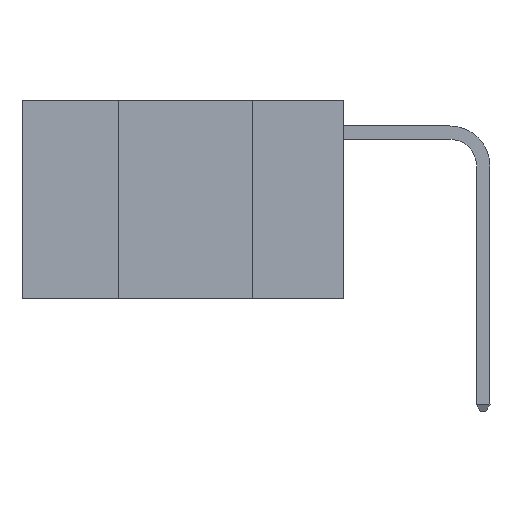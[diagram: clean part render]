
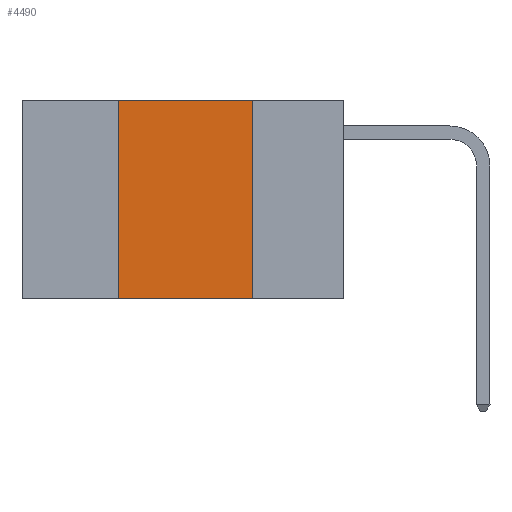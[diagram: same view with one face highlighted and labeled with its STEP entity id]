
A CAD part, left-side view. The second image highlights one B-rep face of the part: STEP entity #4490.
In plain terms, the highlighted planar face has unit normal (-1, 0, 0).
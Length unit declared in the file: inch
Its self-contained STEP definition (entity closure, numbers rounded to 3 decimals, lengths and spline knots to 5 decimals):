
#108 = DIRECTION ( 'NONE',  ( 1., 0., 0. ) ) ;
#2287 = CARTESIAN_POINT ( 'NONE',  ( 0., 0.6, 0. ) ) ;
#2470 = CARTESIAN_POINT ( 'NONE',  ( 0., 0.42, 0. ) ) ;
#2510 = CARTESIAN_POINT ( 'NONE',  ( 0., 0.17, 0. ) ) ;
#2897 = CARTESIAN_POINT ( 'NONE',  ( 0., 0.17, -0.37 ) ) ;
#3768 = EDGE_CURVE ( 'NONE', #9818, #12573, #12178, .T. ) ;
#4105 = DIRECTION ( 'NONE',  ( 0., 0., 1. ) ) ;
#4490 = ADVANCED_FACE ( 'NONE', ( #12629 ), #17225, .F. ) ;
#4635 = AXIS2_PLACEMENT_3D ( 'NONE', #18678, #108, #11192 ) ;
#4824 = EDGE_CURVE ( 'NONE', #9818, #18900, #18902, .T. ) ;
#5874 = EDGE_CURVE ( 'NONE', #14976, #12573, #7415, .T. ) ;
#6281 = DIRECTION ( 'NONE',  ( 0., -1., 0. ) ) ;
#7415 = LINE ( 'NONE', #17502, #19080 ) ;
#8606 = DIRECTION ( 'NONE',  ( 0., -1., 0. ) ) ;
#9400 = CARTESIAN_POINT ( 'NONE',  ( 0., 0.6, -0.37 ) ) ;
#9818 = VERTEX_POINT ( 'NONE', #12238 ) ;
#10134 = EDGE_LOOP ( 'NONE', ( #10839, #10970, #11201, #11442 ) ) ;
#10839 = ORIENTED_EDGE ( 'NONE', *, *, #5874, .F. ) ;
#10921 = VECTOR ( 'NONE', #4105, 39.37008 ) ;
#10970 = ORIENTED_EDGE ( 'NONE', *, *, #17219, .F. ) ;
#11192 = DIRECTION ( 'NONE',  ( 0., 0., -1. ) ) ;
#11201 = ORIENTED_EDGE ( 'NONE', *, *, #4824, .F. ) ;
#11442 = ORIENTED_EDGE ( 'NONE', *, *, #3768, .T. ) ;
#11491 = DIRECTION ( 'NONE',  ( 0., 0., -1. ) ) ;
#11698 = LINE ( 'NONE', #2287, #19173 ) ;
#12178 = LINE ( 'NONE', #9400, #19609 ) ;
#12238 = CARTESIAN_POINT ( 'NONE',  ( 0., 0.42, -0.37 ) ) ;
#12573 = VERTEX_POINT ( 'NONE', #2897 ) ;
#12629 = FACE_OUTER_BOUND ( 'NONE', #10134, .T. ) ;
#14976 = VERTEX_POINT ( 'NONE', #2510 ) ;
#17219 = EDGE_CURVE ( 'NONE', #18900, #14976, #11698, .T. ) ;
#17225 = PLANE ( 'NONE',  #4635 ) ;
#17502 = CARTESIAN_POINT ( 'NONE',  ( 0., 0.17, 0. ) ) ;
#18678 = CARTESIAN_POINT ( 'NONE',  ( 0., 0.6, 0. ) ) ;
#18900 = VERTEX_POINT ( 'NONE', #19309 ) ;
#18902 = LINE ( 'NONE', #2470, #10921 ) ;
#19080 = VECTOR ( 'NONE', #11491, 39.37008 ) ;
#19173 = VECTOR ( 'NONE', #8606, 39.37008 ) ;
#19309 = CARTESIAN_POINT ( 'NONE',  ( 0., 0.42, 0. ) ) ;
#19609 = VECTOR ( 'NONE', #6281, 39.37008 ) ;
